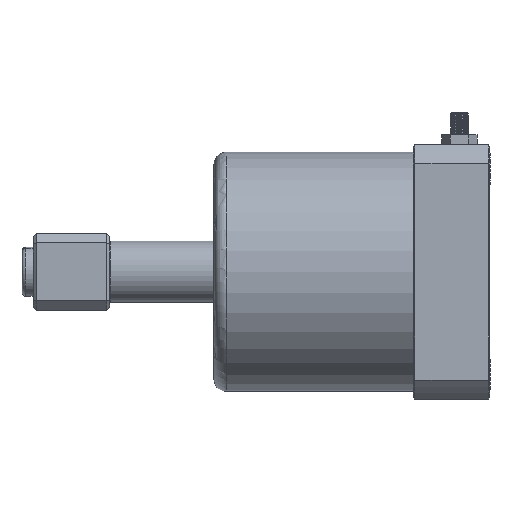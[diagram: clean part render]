
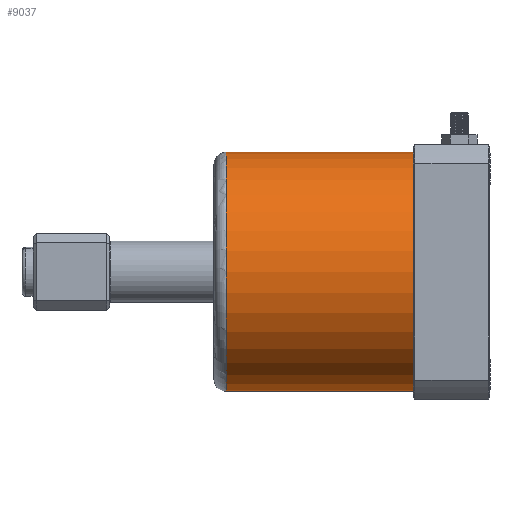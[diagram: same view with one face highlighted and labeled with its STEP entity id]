
A CAD part, left-side view. The second image highlights one B-rep face of the part: STEP entity #9037.
In plain terms, the highlighted cylindrical face has radius 39 mm (diameter 78 mm), a partial arc.
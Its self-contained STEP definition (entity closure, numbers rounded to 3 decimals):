
#169 = ORIENTED_EDGE ( 'NONE', *, *, #33037, .T. ) ;
#3725 = ORIENTED_EDGE ( 'NONE', *, *, #23370, .F. ) ;
#7879 = AXIS2_PLACEMENT_3D ( 'NONE', #16575, #42868, #20352 ) ;
#9037 = ADVANCED_FACE ( 'NONE', ( #41059 ), #39872, .T. ) ;
#9908 = AXIS2_PLACEMENT_3D ( 'NONE', #27832, #16641, #42936 ) ;
#10041 = CARTESIAN_POINT ( 'NONE',  ( -14023.141, 1969.783, -39. ) ) ;
#10491 = EDGE_CURVE ( 'NONE', #23270, #22421, #41589, .T. ) ;
#10835 = ORIENTED_EDGE ( 'NONE', *, *, #10491, .T. ) ;
#16407 = VERTEX_POINT ( 'NONE', #40699 ) ;
#16575 = CARTESIAN_POINT ( 'NONE',  ( -14023.141, 1908.783, 0. ) ) ;
#16641 = DIRECTION ( 'NONE',  ( 0., -1., 0. ) ) ;
#20352 = DIRECTION ( 'NONE',  ( 0., 0., -1. ) ) ;
#21140 = CARTESIAN_POINT ( 'NONE',  ( -14023.141, 1969.783, 0. ) ) ;
#21605 = CARTESIAN_POINT ( 'NONE',  ( -14023.141, 1880.464, 39. ) ) ;
#22087 = CARTESIAN_POINT ( 'NONE',  ( -14023.141, 1908.783, -39. ) ) ;
#22421 = VERTEX_POINT ( 'NONE', #22087 ) ;
#23270 = VERTEX_POINT ( 'NONE', #10041 ) ;
#23370 = EDGE_CURVE ( 'NONE', #31148, #16407, #27679, .T. ) ;
#24555 = AXIS2_PLACEMENT_3D ( 'NONE', #21140, #47474, #24932 ) ;
#24932 = DIRECTION ( 'NONE',  ( 0., 0., -1. ) ) ;
#26525 = VECTOR ( 'NONE', #47933, 1000. ) ;
#26569 = ORIENTED_EDGE ( 'NONE', *, *, #48583, .T. ) ;
#27679 = LINE ( 'NONE', #21605, #26525 ) ;
#27793 = CARTESIAN_POINT ( 'NONE',  ( -14023.141, 1969.783, 39. ) ) ;
#27832 = CARTESIAN_POINT ( 'NONE',  ( -14023.141, 1880.464, 0. ) ) ;
#29015 = CIRCLE ( 'NONE', #7879, 39. ) ;
#31148 = VERTEX_POINT ( 'NONE', #27793 ) ;
#31547 = VECTOR ( 'NONE', #45565, 1000. ) ;
#33037 = EDGE_CURVE ( 'NONE', #31148, #23270, #39085, .T. ) ;
#35861 = EDGE_LOOP ( 'NONE', ( #3725, #169, #10835, #26569 ) ) ;
#38005 = CARTESIAN_POINT ( 'NONE',  ( -14023.141, 1880.464, -39. ) ) ;
#39085 = CIRCLE ( 'NONE', #24555, 39. ) ;
#39872 = CYLINDRICAL_SURFACE ( 'NONE', #9908, 39. ) ;
#40699 = CARTESIAN_POINT ( 'NONE',  ( -14023.141, 1908.783, 39. ) ) ;
#41059 = FACE_OUTER_BOUND ( 'NONE', #35861, .T. ) ;
#41589 = LINE ( 'NONE', #38005, #31547 ) ;
#42868 = DIRECTION ( 'NONE',  ( 0., 1., 0. ) ) ;
#42936 = DIRECTION ( 'NONE',  ( 0., 0., -1. ) ) ;
#45565 = DIRECTION ( 'NONE',  ( 0., -1., 0. ) ) ;
#47474 = DIRECTION ( 'NONE',  ( 0., -1., 0. ) ) ;
#47933 = DIRECTION ( 'NONE',  ( 0., -1., 0. ) ) ;
#48583 = EDGE_CURVE ( 'NONE', #22421, #16407, #29015, .T. ) ;
